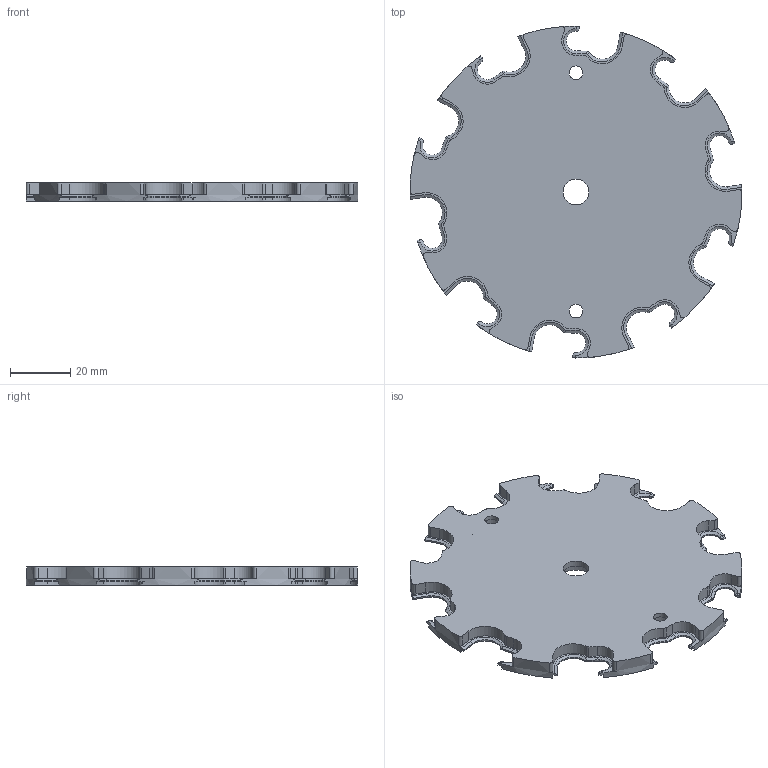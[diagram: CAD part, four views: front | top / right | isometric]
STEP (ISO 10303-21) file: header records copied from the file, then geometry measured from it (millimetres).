
FILE_DESCRIPTION(/* description */ (''),/* implementation_level */ '2;1');
FILE_NAME(/* name */ '03279493-01_01.stp',/* time_stamp */ '2023-05-05T13:55:12+02:00',/* author */ (''),/* organization */ (''),/* preprocessor_version */ 'ST-DEVELOPER v18.102',/* originating_system */ 'SIEMENS PLM Software NX 2027',/* authorisation */ '');
FILE_SCHEMA (('AUTOMOTIVE_DESIGN { 1 0 10303 214 3 1 1 1 }'));
Length unit declared in the file: millimetre
Products named in the file (1): 03279493-01_01
Bounding box: 110 x 110 x 6 mm (x, y, z)
Volume: 43258.6 mm3; surface area: 19928.7 mm2
Topology: 1 solids, 1 shells, 333 faces, 921 edges, 595 vertices
Faces by surface type: cylinder 175, plane 107, cone 51
Full cylindrical faces by diameter (mm): 4.5 x2, 6 x1, 8 x2, 8.5 x1, 15 x1
Entity records: 10734 total; most frequent: DIRECTION 2036, CARTESIAN_POINT 1833, ORIENTED_EDGE 1816, EDGE_CURVE 908, AXIS2_PLACEMENT_3D 794, VERTEX_POINT 591, LINE 448, VECTOR 448
